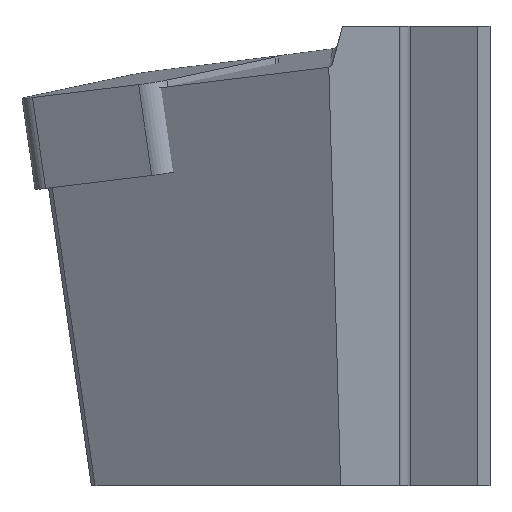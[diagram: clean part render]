
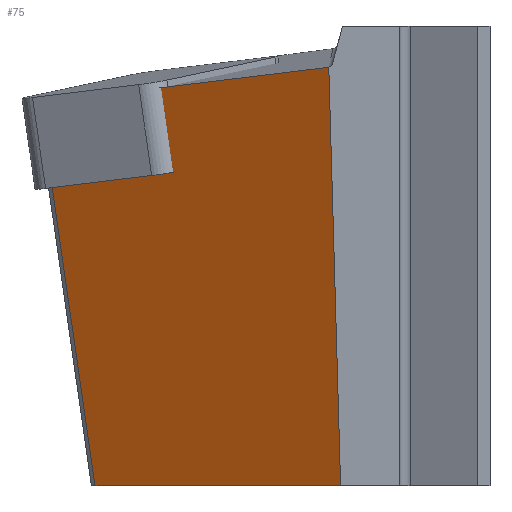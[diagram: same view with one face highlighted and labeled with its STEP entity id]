
A CAD part, front view. The second image highlights one B-rep face of the part: STEP entity #75.
In plain terms, the highlighted planar face has unit normal (-0.497, -0.861, -0.104).
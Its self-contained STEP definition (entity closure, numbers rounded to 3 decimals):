
#75=ADVANCED_FACE('',(#131),#108,.T.);
#108=PLANE('',#641);
#131=FACE_OUTER_BOUND('',#162,.T.);
#162=EDGE_LOOP('',(#228,#229,#230,#231,#232));
#194=ELLIPSE('',#640,0.919,0.8);
#228=ORIENTED_EDGE('',*,*,#448,.T.);
#229=ORIENTED_EDGE('',*,*,#447,.F.);
#230=ORIENTED_EDGE('',*,*,#449,.F.);
#231=ORIENTED_EDGE('',*,*,#450,.F.);
#232=ORIENTED_EDGE('',*,*,#451,.F.);
#386=VERTEX_POINT('',#904);
#389=VERTEX_POINT('',#910);
#390=VERTEX_POINT('',#914);
#391=VERTEX_POINT('',#916);
#392=VERTEX_POINT('',#918);
#447=EDGE_CURVE('',#389,#386,#528,.T.);
#448=EDGE_CURVE('',#390,#386,#529,.T.);
#449=EDGE_CURVE('',#391,#389,#194,.T.);
#450=EDGE_CURVE('',#392,#391,#530,.T.);
#451=EDGE_CURVE('',#390,#392,#531,.T.);
#528=LINE('',#911,#592);
#529=LINE('',#913,#593);
#530=LINE('',#917,#594);
#531=LINE('',#919,#595);
#592=VECTOR('',#723,1.);
#593=VECTOR('',#726,1.);
#594=VECTOR('',#729,1.);
#595=VECTOR('',#730,1.);
#640=AXIS2_PLACEMENT_3D('',#915,#727,#728);
#641=AXIS2_PLACEMENT_3D('',#920,#731,#732);
#723=DIRECTION('',(0.028,0.104,-0.994));
#726=DIRECTION('',(0.866,-0.5,0.));
#727=DIRECTION('',(-0.497,-0.861,-0.105));
#728=DIRECTION('',(-0.856,0.507,-0.103));
#729=DIRECTION('',(0.856,-0.507,0.104));
#730=DIRECTION('',(-0.142,-0.038,0.989));
#731=DIRECTION('',(-0.497,-0.861,-0.105));
#732=DIRECTION('',(-0.866,0.5,0.));
#904=CARTESIAN_POINT('',(49.701,-19.312,-58.814));
#910=CARTESIAN_POINT('',(47.905,-26.015,4.954));
#911=CARTESIAN_POINT('',(47.772,-26.512,9.682));
#913=CARTESIAN_POINT('',(4.599,6.727,-58.814));
#914=CARTESIAN_POINT('',(12.277,2.295,-58.814));
#915=CARTESIAN_POINT('',(47.703,-25.992,5.729));
#916=CARTESIAN_POINT('',(47.817,-25.962,4.938));
#917=CARTESIAN_POINT('',(2.611,0.804,-0.552));
#918=CARTESIAN_POINT('',(3.889,0.047,-0.397));
#919=CARTESIAN_POINT('',(2.204,-0.404,11.341));
#920=CARTESIAN_POINT('',(0.92,0.356,11.186));
